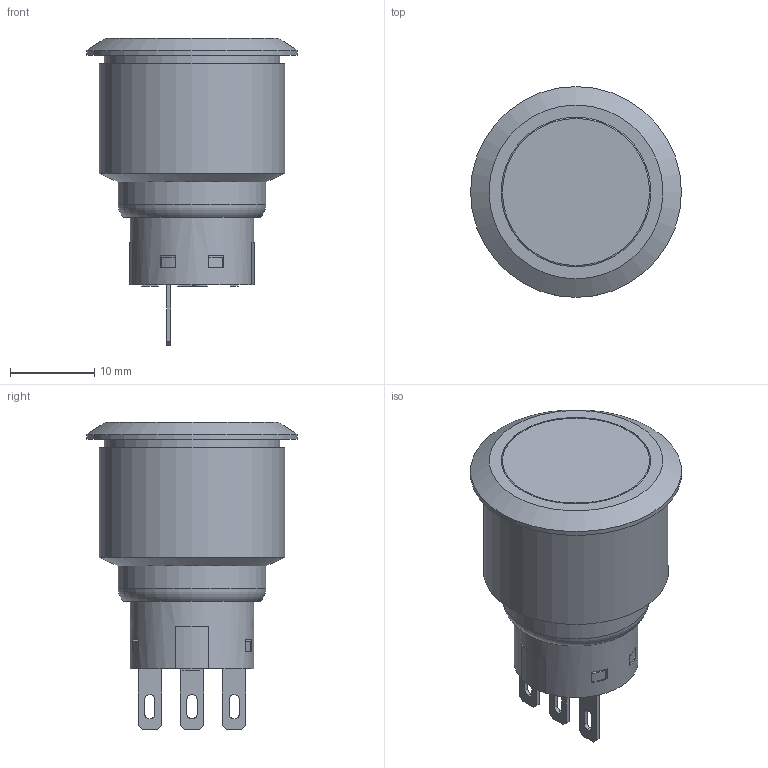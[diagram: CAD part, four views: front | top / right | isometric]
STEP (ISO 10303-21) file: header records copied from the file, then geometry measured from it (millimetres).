
FILE_DESCRIPTION(/* description */ (''),/* implementation_level */ '2;1');
FILE_NAME(/* name */ '000026331_Shrinkwrap_1.stp',/* time_stamp */ '2023-02-16T13:48:44-06:00',/* author */ ('jmeyers'),/* organization */ (''),/* preprocessor_version */ 'ST-DEVELOPER v18.1',/* originating_system */ 'Autodesk Inventor 2020',/* authorisation */ '');
FILE_SCHEMA (('AUTOMOTIVE_DESIGN { 1 0 10303 214 3 1 1 }'));
Length unit declared in the file: millimetre
Products named in the file (1): 000026331_Shrinkwrap_1
Bounding box: 25 x 25 x 36.4 mm (x, y, z)
Volume: 8338.3 mm3; surface area: 3654.6 mm2
Topology: 1 solids, 1 shells, 216 faces, 612 edges, 405 vertices
Faces by surface type: plane 139, bspline 46, cylinder 27, torus 2, cone 2
Full cylindrical faces by diameter (mm): 13.3 x1, 14.7 x1, 17.5 x1, 17.75 x1, 20.8 x1, 22 x1, 25 x1
Entity records: 7320 total; most frequent: CARTESIAN_POINT 1832, ORIENTED_EDGE 1224, DIRECTION 981, EDGE_CURVE 612, VERTEX_POINT 405, LINE 401, VECTOR 401, AXIS2_PLACEMENT_3D 290
